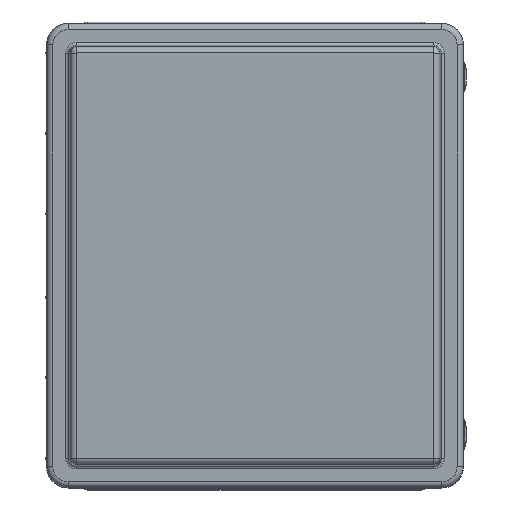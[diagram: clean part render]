
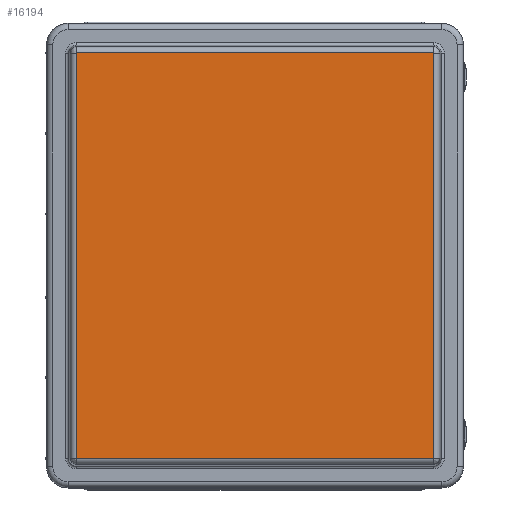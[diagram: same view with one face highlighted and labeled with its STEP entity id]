
A CAD part, top view. The second image highlights one B-rep face of the part: STEP entity #16194.
In plain terms, the highlighted planar face has unit normal (0, 0, 1).
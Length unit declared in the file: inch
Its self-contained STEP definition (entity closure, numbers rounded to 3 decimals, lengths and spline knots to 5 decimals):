
#1304=LINE($,#28450,#2559);
#1307=LINE($,#28457,#2562);
#1308=LINE($,#28490,#2563);
#1311=LINE($,#28497,#2566);
#2559=VECTOR($,#21949,16.9849);
#2562=VECTOR($,#21956,14.97227);
#2563=VECTOR($,#21973,14.97227);
#2566=VECTOR($,#21980,16.9849);
#3163=PLANE($,#17823);
#4832=FACE_OUTER_BOUND($,#6078,.T.);
#6078=EDGE_LOOP($,(#14300,#14301,#14302,#14303,#14304,#14305,#14306,#14307));
#7007=CIRCLE($,#17798,0.01047);
#7013=CIRCLE($,#17806,0.01047);
#7017=CIRCLE($,#17810,0.01047);
#7021=CIRCLE($,#17816,0.01047);
#8402=VERTEX_POINT($,#28439);
#8403=VERTEX_POINT($,#28441);
#8406=VERTEX_POINT($,#28448);
#8407=VERTEX_POINT($,#28453);
#8410=VERTEX_POINT($,#28468);
#8411=VERTEX_POINT($,#28481);
#8414=VERTEX_POINT($,#28488);
#8415=VERTEX_POINT($,#28493);
#10432=EDGE_CURVE($,#8402,#8403,#7007,.T.);
#10436=EDGE_CURVE($,#8406,#8402,#1304,.T.);
#10440=EDGE_CURVE($,#8403,#8407,#1307,.T.);
#10442=EDGE_CURVE($,#8410,#8406,#7013,.T.);
#10446=EDGE_CURVE($,#8407,#8411,#7017,.T.);
#10448=EDGE_CURVE($,#8414,#8410,#1308,.T.);
#10452=EDGE_CURVE($,#8411,#8415,#1311,.T.);
#10454=EDGE_CURVE($,#8415,#8414,#7021,.T.);
#14300=ORIENTED_EDGE($,*,*,#10432,.F.);
#14301=ORIENTED_EDGE($,*,*,#10436,.F.);
#14302=ORIENTED_EDGE($,*,*,#10442,.F.);
#14303=ORIENTED_EDGE($,*,*,#10448,.F.);
#14304=ORIENTED_EDGE($,*,*,#10454,.F.);
#14305=ORIENTED_EDGE($,*,*,#10452,.F.);
#14306=ORIENTED_EDGE($,*,*,#10446,.F.);
#14307=ORIENTED_EDGE($,*,*,#10440,.F.);
#16194=ADVANCED_FACE($,(#4832),#3163,.T.);
#17798=AXIS2_PLACEMENT_3D($,#28442,#21939,#21940);
#17806=AXIS2_PLACEMENT_3D($,#28470,#21959,#21960);
#17810=AXIS2_PLACEMENT_3D($,#28485,#21967,#21968);
#17816=AXIS2_PLACEMENT_3D($,#28508,#21983,#21984);
#17823=AXIS2_PLACEMENT_3D($,#28527,#22004,#22005);
#21939=DIRECTION('center_axis',(0.,0.,-1.));
#21940=DIRECTION('ref_axis',(0.707,-0.707,0.));
#21949=DIRECTION($,(0.,-1.,0.));
#21956=DIRECTION($,(-1.,0.,0.));
#21959=DIRECTION('center_axis',(0.,0.,-1.));
#21960=DIRECTION('ref_axis',(0.707,0.707,0.));
#21967=DIRECTION('center_axis',(0.,0.,-1.));
#21968=DIRECTION('ref_axis',(-0.707,-0.707,0.));
#21973=DIRECTION($,(1.,0.,0.));
#21980=DIRECTION($,(0.,1.,0.));
#21983=DIRECTION('center_axis',(0.,0.,-1.));
#21984=DIRECTION('ref_axis',(-0.707,0.707,0.));
#22004=DIRECTION('center_axis',(0.,0.,1.));
#22005=DIRECTION('ref_axis',(1.,0.,0.));
#28439=CARTESIAN_POINT('',(7.4966,-8.49245,2.625));
#28441=CARTESIAN_POINT('',(7.48614,-8.50292,2.625));
#28442=CARTESIAN_POINT('Origin',(7.48614,-8.49245,2.625));
#28448=CARTESIAN_POINT('',(7.4966,8.49245,2.625));
#28450=CARTESIAN_POINT($,(7.4966,8.49245,2.625));
#28453=CARTESIAN_POINT('',(-7.48614,-8.50292,2.625));
#28457=CARTESIAN_POINT($,(7.48614,-8.50292,2.625));
#28468=CARTESIAN_POINT('',(7.48614,8.50292,2.625));
#28470=CARTESIAN_POINT('Origin',(7.48614,8.49245,2.625));
#28481=CARTESIAN_POINT('',(-7.4966,-8.49245,2.625));
#28485=CARTESIAN_POINT('Origin',(-7.48614,-8.49245,2.625));
#28488=CARTESIAN_POINT('',(-7.48614,8.50292,2.625));
#28490=CARTESIAN_POINT($,(-7.48614,8.50292,2.625));
#28493=CARTESIAN_POINT('',(-7.4966,8.49245,2.625));
#28497=CARTESIAN_POINT($,(-7.4966,-8.49245,2.625));
#28508=CARTESIAN_POINT('Origin',(-7.48614,8.49245,2.625));
#28527=CARTESIAN_POINT('Origin',(0.,0.,2.625));
